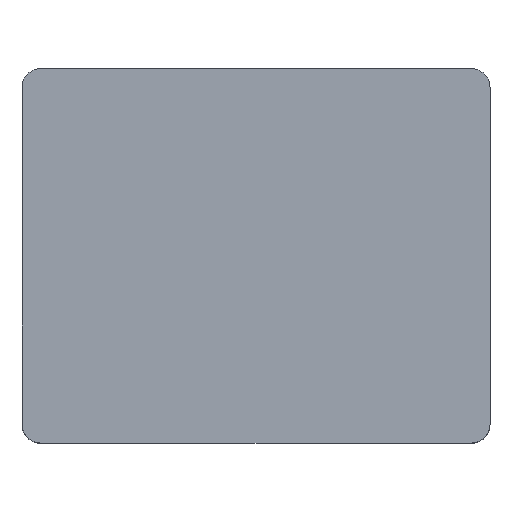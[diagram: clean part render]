
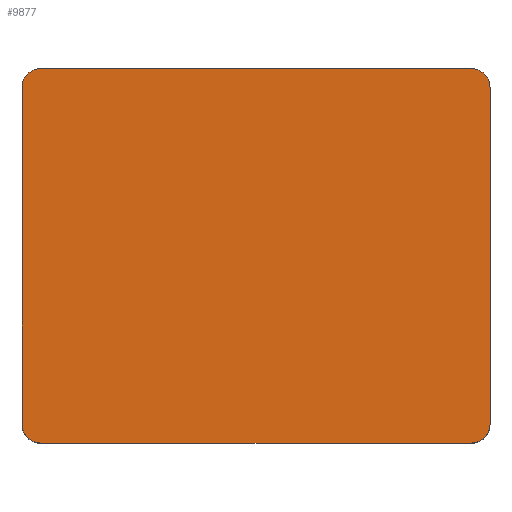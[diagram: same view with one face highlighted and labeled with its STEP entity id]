
A CAD part, top view. The second image highlights one B-rep face of the part: STEP entity #9877.
In plain terms, the highlighted planar face has unit normal (0, 0, 1).
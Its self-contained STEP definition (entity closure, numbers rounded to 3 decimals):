
#130 = DIRECTION ( 'NONE',  ( 1., 0., 0. ) ) ;
#528 = DIRECTION ( 'NONE',  ( 1., 0., 0. ) ) ;
#696 = EDGE_CURVE ( 'NONE', #12553, #11209, #1104, .T. ) ;
#704 = EDGE_CURVE ( 'NONE', #6075, #15099, #4420, .T. ) ;
#829 = DIRECTION ( 'NONE',  ( 0., 0., 1. ) ) ;
#1104 = LINE ( 'NONE', #14940, #2892 ) ;
#1283 = EDGE_CURVE ( 'NONE', #11209, #14488, #13646, .T. ) ;
#1622 = CARTESIAN_POINT ( 'NONE',  ( 1.15, -1., 0.05 ) ) ;
#1749 = FACE_OUTER_BOUND ( 'NONE', #11681, .T. ) ;
#1984 = ORIENTED_EDGE ( 'NONE', *, *, #696, .T. ) ;
#2001 = CARTESIAN_POINT ( 'NONE',  ( -1.15, -1., 0.05 ) ) ;
#2333 = DIRECTION ( 'NONE',  ( 0., 1., 0. ) ) ;
#2401 = AXIS2_PLACEMENT_3D ( 'NONE', #4593, #3370, #4824 ) ;
#2892 = VECTOR ( 'NONE', #7071, 1000. ) ;
#2916 = DIRECTION ( 'NONE',  ( 0., 0., 1. ) ) ;
#3056 = EDGE_CURVE ( 'NONE', #14488, #3785, #11483, .T. ) ;
#3091 = AXIS2_PLACEMENT_3D ( 'NONE', #4297, #2916, #8997 ) ;
#3113 = CARTESIAN_POINT ( 'NONE',  ( 1.25, 0.9, 0.05 ) ) ;
#3370 = DIRECTION ( 'NONE',  ( 0., 0., 1. ) ) ;
#3548 = AXIS2_PLACEMENT_3D ( 'NONE', #11698, #8252, #8012 ) ;
#3759 = CARTESIAN_POINT ( 'NONE',  ( 0., 0., 0.05 ) ) ;
#3785 = VERTEX_POINT ( 'NONE', #3113 ) ;
#3801 = CIRCLE ( 'NONE', #3548, 0.1 ) ;
#4297 = CARTESIAN_POINT ( 'NONE',  ( 1.15, 0.9, 0.05 ) ) ;
#4420 = LINE ( 'NONE', #11427, #12160 ) ;
#4424 = CARTESIAN_POINT ( 'NONE',  ( -1.25, 1., 0.05 ) ) ;
#4593 = CARTESIAN_POINT ( 'NONE',  ( 1.15, -0.9, 0.05 ) ) ;
#4824 = DIRECTION ( 'NONE',  ( 1., 0., 0. ) ) ;
#4931 = CARTESIAN_POINT ( 'NONE',  ( -1.25, -0.9, 0.05 ) ) ;
#5094 = ORIENTED_EDGE ( 'NONE', *, *, #14666, .T. ) ;
#6075 = VERTEX_POINT ( 'NONE', #11402 ) ;
#6190 = DIRECTION ( 'NONE',  ( 0., 0., 1. ) ) ;
#6592 = ORIENTED_EDGE ( 'NONE', *, *, #1283, .T. ) ;
#7071 = DIRECTION ( 'NONE',  ( 1., 0., 0. ) ) ;
#8012 = DIRECTION ( 'NONE',  ( 1., 0., 0. ) ) ;
#8156 = EDGE_CURVE ( 'NONE', #14260, #12553, #3801, .T. ) ;
#8162 = AXIS2_PLACEMENT_3D ( 'NONE', #10519, #829, #130 ) ;
#8252 = DIRECTION ( 'NONE',  ( 0., 0., 1. ) ) ;
#8350 = CARTESIAN_POINT ( 'NONE',  ( 1.25, 1., 0.05 ) ) ;
#8418 = CARTESIAN_POINT ( 'NONE',  ( 1.25, -0.9, 0.05 ) ) ;
#8997 = DIRECTION ( 'NONE',  ( 1., 0., 0. ) ) ;
#9054 = DIRECTION ( 'NONE',  ( -1., 0., 0. ) ) ;
#9234 = EDGE_CURVE ( 'NONE', #3785, #6075, #9659, .T. ) ;
#9286 = LINE ( 'NONE', #4424, #12591 ) ;
#9659 = CIRCLE ( 'NONE', #3091, 0.1 ) ;
#9877 = ADVANCED_FACE ( 'NONE', ( #1749 ), #11020, .T. ) ;
#10519 = CARTESIAN_POINT ( 'NONE',  ( -1.15, 0.9, 0.05 ) ) ;
#10568 = ORIENTED_EDGE ( 'NONE', *, *, #9234, .T. ) ;
#11020 = PLANE ( 'NONE',  #14202 ) ;
#11209 = VERTEX_POINT ( 'NONE', #1622 ) ;
#11402 = CARTESIAN_POINT ( 'NONE',  ( 1.15, 1., 0.05 ) ) ;
#11427 = CARTESIAN_POINT ( 'NONE',  ( -1.25, 1., 0.05 ) ) ;
#11483 = LINE ( 'NONE', #8350, #11581 ) ;
#11581 = VECTOR ( 'NONE', #2333, 1000. ) ;
#11623 = ORIENTED_EDGE ( 'NONE', *, *, #8156, .T. ) ;
#11681 = EDGE_LOOP ( 'NONE', ( #13380, #5094, #13194, #11623, #1984, #6592, #14183, #10568 ) ) ;
#11698 = CARTESIAN_POINT ( 'NONE',  ( -1.15, -0.9, 0.05 ) ) ;
#12061 = CARTESIAN_POINT ( 'NONE',  ( -1.25, 0.9, 0.05 ) ) ;
#12160 = VECTOR ( 'NONE', #9054, 1000. ) ;
#12553 = VERTEX_POINT ( 'NONE', #2001 ) ;
#12591 = VECTOR ( 'NONE', #13969, 1000. ) ;
#12760 = EDGE_CURVE ( 'NONE', #13898, #14260, #9286, .T. ) ;
#13194 = ORIENTED_EDGE ( 'NONE', *, *, #12760, .T. ) ;
#13380 = ORIENTED_EDGE ( 'NONE', *, *, #704, .T. ) ;
#13646 = CIRCLE ( 'NONE', #2401, 0.1 ) ;
#13718 = CARTESIAN_POINT ( 'NONE',  ( -1.15, 1., 0.05 ) ) ;
#13898 = VERTEX_POINT ( 'NONE', #12061 ) ;
#13969 = DIRECTION ( 'NONE',  ( 0., -1., 0. ) ) ;
#14183 = ORIENTED_EDGE ( 'NONE', *, *, #3056, .T. ) ;
#14202 = AXIS2_PLACEMENT_3D ( 'NONE', #3759, #6190, #528 ) ;
#14260 = VERTEX_POINT ( 'NONE', #4931 ) ;
#14488 = VERTEX_POINT ( 'NONE', #8418 ) ;
#14666 = EDGE_CURVE ( 'NONE', #15099, #13898, #14766, .T. ) ;
#14766 = CIRCLE ( 'NONE', #8162, 0.1 ) ;
#14940 = CARTESIAN_POINT ( 'NONE',  ( -1.25, -1., 0.05 ) ) ;
#15099 = VERTEX_POINT ( 'NONE', #13718 ) ;
